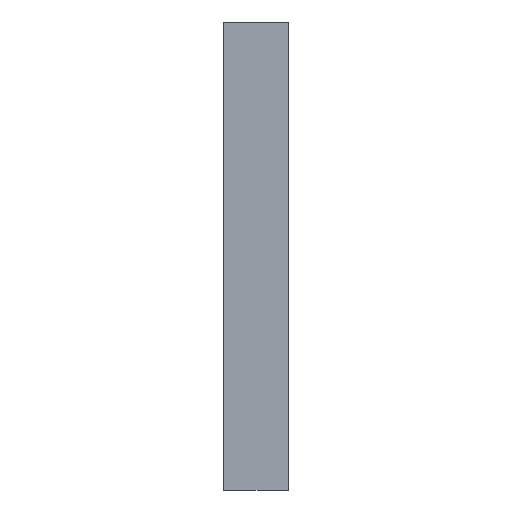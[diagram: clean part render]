
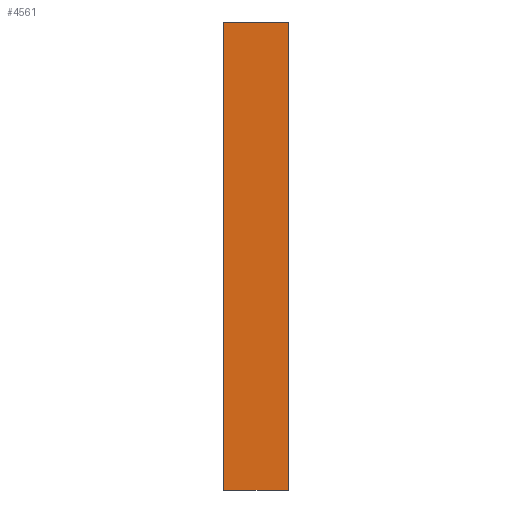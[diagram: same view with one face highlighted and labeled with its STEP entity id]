
A CAD part, left-side view. The second image highlights one B-rep face of the part: STEP entity #4561.
In plain terms, the highlighted planar face has unit normal (-1, 0, 0).
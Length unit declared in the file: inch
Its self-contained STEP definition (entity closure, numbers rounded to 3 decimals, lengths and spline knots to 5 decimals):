
#208 = CARTESIAN_POINT ( 'NONE',  ( -25.78987, 0., 7.28987 ) ) ;
#496 = CARTESIAN_POINT ( 'NONE',  ( -25.78987, 0., -7.28987 ) ) ;
#562 = DIRECTION ( 'NONE',  ( 0., -1., 0. ) ) ;
#563 = VECTOR ( 'NONE', #562, 39.37008 ) ;
#564 = CARTESIAN_POINT ( 'NONE',  ( -25.78987, 2., -7.28987 ) ) ;
#569 = LINE ( 'NONE', #564, #563 ) ;
#899 = FACE_OUTER_BOUND ( 'NONE', #4523, .T. ) ;
#900 = DIRECTION ( 'NONE',  ( 0., 0., 1. ) ) ;
#901 = DIRECTION ( 'NONE',  ( -1., 0., 0. ) ) ;
#902 = CARTESIAN_POINT ( 'NONE',  ( -25.78987, 2., -7.28987 ) ) ;
#903 = AXIS2_PLACEMENT_3D ( 'NONE', #902, #901, #900 ) ;
#904 = PLANE ( 'NONE',  #903 ) ;
#4521 = EDGE_CURVE ( 'NONE', #4655, #4825, #6512, .T. ) ;
#4523 = EDGE_LOOP ( 'NONE', ( #4562, #4545, #4564, #4559 ) ) ;
#4539 = EDGE_CURVE ( 'NONE', #4552, #4546, #6558, .T. ) ;
#4545 = ORIENTED_EDGE ( 'NONE', *, *, #4554, .F. ) ;
#4546 = VERTEX_POINT ( 'NONE', #6537 ) ;
#4552 = VERTEX_POINT ( 'NONE', #6534 ) ;
#4554 = EDGE_CURVE ( 'NONE', #4552, #4655, #6516, .T. ) ;
#4559 = ORIENTED_EDGE ( 'NONE', *, *, #4795, .T. ) ;
#4561 = ADVANCED_FACE ( 'NONE', ( #899 ), #904, .T. ) ;
#4562 = ORIENTED_EDGE ( 'NONE', *, *, #4521, .F. ) ;
#4564 = ORIENTED_EDGE ( 'NONE', *, *, #4539, .T. ) ;
#4655 = VERTEX_POINT ( 'NONE', #208 ) ;
#4795 = EDGE_CURVE ( 'NONE', #4546, #4825, #569, .T. ) ;
#4825 = VERTEX_POINT ( 'NONE', #496 ) ;
#6493 = DIRECTION ( 'NONE',  ( 0., -1., 0. ) ) ;
#6494 = VECTOR ( 'NONE', #6493, 39.37008 ) ;
#6512 = LINE ( 'NONE', #6603, #6602 ) ;
#6515 = CARTESIAN_POINT ( 'NONE',  ( -25.78987, 2., 7.28987 ) ) ;
#6516 = LINE ( 'NONE', #6515, #6494 ) ;
#6534 = CARTESIAN_POINT ( 'NONE',  ( -25.78987, 2., 7.28987 ) ) ;
#6537 = CARTESIAN_POINT ( 'NONE',  ( -25.78987, 2., -7.28987 ) ) ;
#6558 = LINE ( 'NONE', #6600, #6599 ) ;
#6598 = DIRECTION ( 'NONE',  ( 0., 0., -1. ) ) ;
#6599 = VECTOR ( 'NONE', #6598, 39.37008 ) ;
#6600 = CARTESIAN_POINT ( 'NONE',  ( -25.78987, 2., -7.28987 ) ) ;
#6601 = DIRECTION ( 'NONE',  ( 0., 0., -1. ) ) ;
#6602 = VECTOR ( 'NONE', #6601, 39.37008 ) ;
#6603 = CARTESIAN_POINT ( 'NONE',  ( -25.78987, 0., -7.28987 ) ) ;
